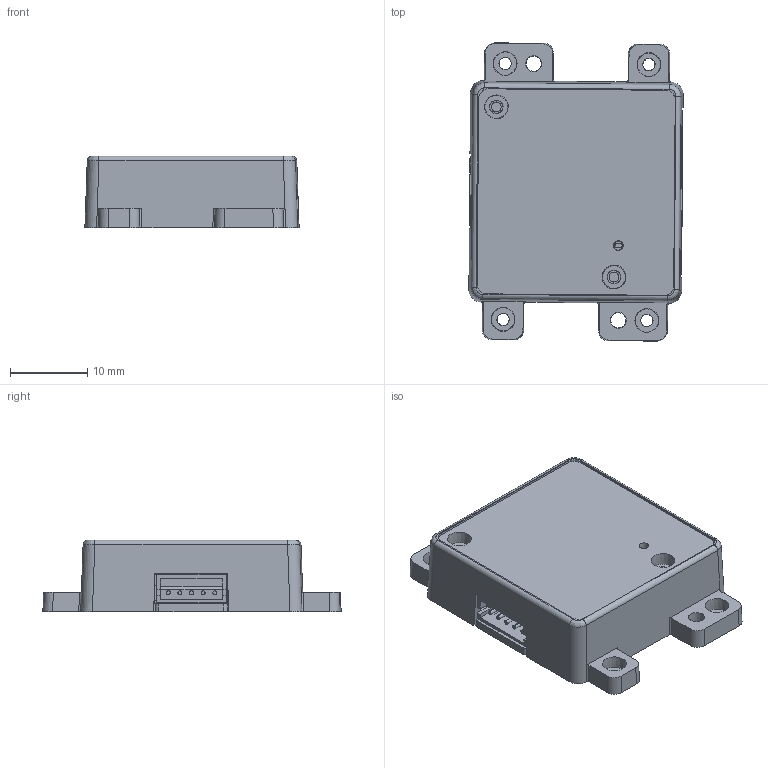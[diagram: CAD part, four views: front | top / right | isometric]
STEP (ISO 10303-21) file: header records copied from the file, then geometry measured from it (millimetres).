
FILE_DESCRIPTION(/* description */ ('Alibre Inc.'),/* implementation_level */ '2;1');
FILE_NAME(/* name */ 'export0',/* time_stamp */ '2015-03-17T10:30:35-06:00',/* author */ (''),/* organization */ (''),/* preprocessor_version */ 'ST-DEVELOPER v14',/* originating_system */ 'Alibre',/* authorisation */ '');
FILE_SCHEMA (('CONFIG_CONTROL_DESIGN'));
Length unit declared in the file: centimetre
Products named in the file (57): ID_1; ID_2; ID_3; ID_4; ID_5; ID_6; ID_7; ID_8; ID_9; ID_10; ID_11; ID_12; ID_13; ID_14; ID_15; ID_16; ID_17; ID_18; ID_19; ID_20
Bounding box: 27.65 x 38.49 x 9.27 mm (x, y, z)
Volume: 4290.1 mm3; surface area: 8263.9 mm2
Topology: 103 solids, 103 shells, 1937 faces, 4840 edges, 3122 vertices
Faces by surface type: plane 1352, cylinder 336, bspline 183, sphere 36, cone 30
Full cylindrical faces by diameter (mm): 1.27 x5, 1.85 x3
Entity records: 35735 total; most frequent: CARTESIAN_POINT 11978, ORIENTED_EDGE 3694, DIRECTION 3277, EDGE_CURVE 1847, AXIS2_PLACEMENT_3D 1246, VERTEX_POINT 1218, VECTOR 1205, LINE 1205
